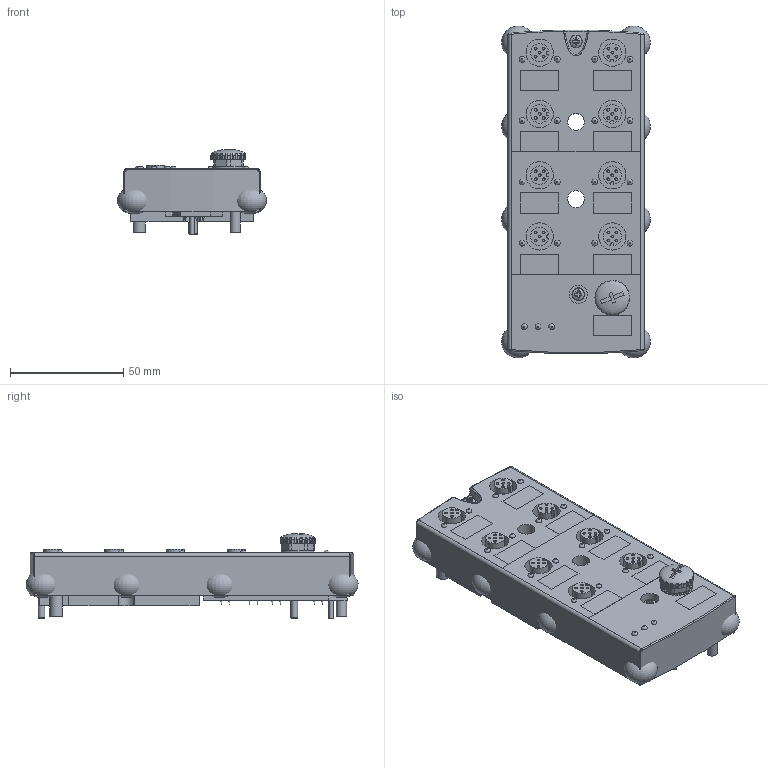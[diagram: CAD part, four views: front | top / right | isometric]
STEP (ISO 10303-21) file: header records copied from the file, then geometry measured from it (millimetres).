
FILE_DESCRIPTION(/* description */ ('Alibre Inc.'),/* implementation_level */ '2;1');
FILE_NAME(/* name */ 'export-DA28EA66-7D8C-4D5A-A3CC-4740742017B8',/* time_stamp */ '2023-07-03T09:23:28+02:00',/* author */ (''),/* organization */ (''),/* preprocessor_version */ 'ST-DEVELOPER v17',/* originating_system */ 'Alibre',/* authorisation */ '');
FILE_SCHEMA (('AUTOMOTIVE_DESIGN'));
Length unit declared in the file: centimetre
Products named in the file (9): BENE INOX | 210216-3X30
Bounding box: 65.58 x 146.33 x 37.43 mm (x, y, z)
Volume: 188376.7 mm3; surface area: 62807.9 mm2
Topology: 50 solids, 52 shells, 1290 faces, 3306 edges, 2169 vertices
Faces by surface type: plane 591, cylinder 514, cone 93, torus 76, bspline 8, sphere 6, extrusion 1, revolution 1
Full cylindrical faces by diameter (mm): 1.2 x40, 2 x1, 2.5 x49, 3 x9, 4 x1, 4.5 x1, 5.5 x1, 6 x8, 7.5 x3, 8 x2, 9.5 x1, 12 x15, 14.5 x1
Entity records: 22759 total; most frequent: CARTESIAN_POINT 6822, ORIENTED_EDGE 3222, DIRECTION 2917, EDGE_CURVE 1611, AXIS2_PLACEMENT_3D 1230, VERTEX_POINT 1123, FACE_BOUND 902, EDGE_LOOP 886
